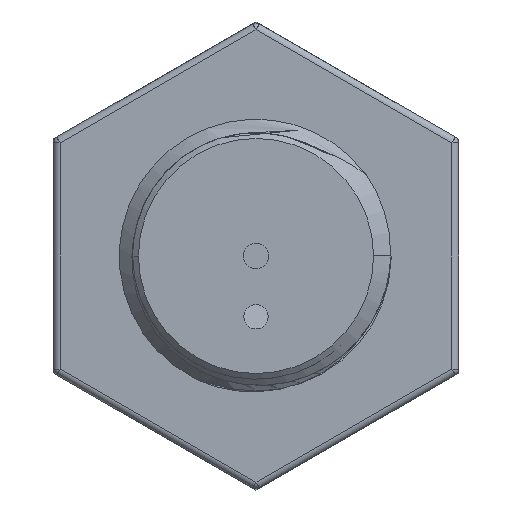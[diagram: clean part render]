
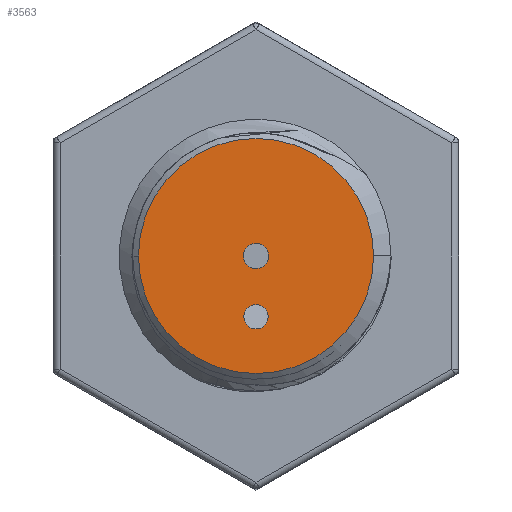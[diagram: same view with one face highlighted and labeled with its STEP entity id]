
A CAD part, front view. The second image highlights one B-rep face of the part: STEP entity #3563.
In plain terms, the highlighted planar face has unit normal (0, -1, 0).
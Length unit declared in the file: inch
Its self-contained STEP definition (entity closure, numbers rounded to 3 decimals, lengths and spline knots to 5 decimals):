
#651 = AXIS2_PLACEMENT_3D ( 'NONE', #10702, #10703, #10704 ) ;
#658 = AXIS2_PLACEMENT_3D ( 'NONE', #10544, #10546, #10547 ) ;
#1026 = AXIS2_PLACEMENT_3D ( 'NONE', #7979, #7980, #7981 ) ;
#1035 = AXIS2_PLACEMENT_3D ( 'NONE', #11630, #11631, #11632 ) ;
#1071 = AXIS2_PLACEMENT_3D ( 'NONE', #7626, #7627, #7628 ) ;
#1112 = AXIS2_PLACEMENT_3D ( 'NONE', #12220, #12221, #12222 ) ;
#2179 = CARTESIAN_POINT ( 'NONE',  ( -0.435, -2.365, 0. ) ) ;
#3529 = CARTESIAN_POINT ( 'NONE',  ( 0.02072, -2.365, 0.04219 ) ) ;
#3563 = ADVANCED_FACE ( 'NONE', ( #14826, #14587, #14777 ), #6156, .T. ) ;
#4255 = AXIS2_PLACEMENT_3D ( 'NONE', #6021, #6150, #6094 ) ;
#4280 = VERTEX_POINT ( 'NONE', #3529 ) ;
#4384 = VERTEX_POINT ( 'NONE', #2179 ) ;
#4571 = VERTEX_POINT ( 'NONE', #10084 ) ;
#4701 = CIRCLE ( 'NONE', #1071, 0.045 ) ;
#5476 = EDGE_CURVE ( 'NONE', #4571, #4280, #13871, .T. ) ;
#6021 = CARTESIAN_POINT ( 'NONE',  ( 0., -2.365, 0. ) ) ;
#6094 = DIRECTION ( 'NONE',  ( -1., 0., 0. ) ) ;
#6150 = DIRECTION ( 'NONE',  ( 0., -1., 0. ) ) ;
#6156 = PLANE ( 'NONE',  #4255 ) ;
#6560 = EDGE_CURVE ( 'NONE', #4280, #4571, #13904, .T. ) ;
#6780 = ORIENTED_EDGE ( 'NONE', *, *, #5476, .F. ) ;
#7222 = EDGE_CURVE ( 'NONE', #9858, #8408, #4701, .T. ) ;
#7279 = EDGE_CURVE ( 'NONE', #9813, #4384, #12743, .T. ) ;
#7307 = EDGE_CURVE ( 'NONE', #4384, #9813, #12764, .T. ) ;
#7402 = EDGE_CURVE ( 'NONE', #8408, #9858, #8390, .T. ) ;
#7626 = CARTESIAN_POINT ( 'NONE',  ( 0., -2.365, -0.225 ) ) ;
#7627 = DIRECTION ( 'NONE',  ( 0., 1., 0. ) ) ;
#7628 = DIRECTION ( 'NONE',  ( 1., 0., 0. ) ) ;
#7979 = CARTESIAN_POINT ( 'NONE',  ( 0., -2.365, 0. ) ) ;
#7980 = DIRECTION ( 'NONE',  ( 0., -1., 0. ) ) ;
#7981 = DIRECTION ( 'NONE',  ( -1., 0., 0. ) ) ;
#8367 = EDGE_LOOP ( 'NONE', ( #13476, #13661 ) ) ;
#8390 = CIRCLE ( 'NONE', #1112, 0.045 ) ;
#8408 = VERTEX_POINT ( 'NONE', #12473 ) ;
#9731 = EDGE_LOOP ( 'NONE', ( #13478, #6780 ) ) ;
#9776 = EDGE_LOOP ( 'NONE', ( #9782, #13650 ) ) ;
#9782 = ORIENTED_EDGE ( 'NONE', *, *, #7402, .T. ) ;
#9813 = VERTEX_POINT ( 'NONE', #12511 ) ;
#9858 = VERTEX_POINT ( 'NONE', #12534 ) ;
#10084 = CARTESIAN_POINT ( 'NONE',  ( -0.02072, -2.365, -0.04219 ) ) ;
#10544 = CARTESIAN_POINT ( 'NONE',  ( 0., -2.365, 0. ) ) ;
#10546 = DIRECTION ( 'NONE',  ( 0., -1., 0. ) ) ;
#10547 = DIRECTION ( 'NONE',  ( 0., 0., -1. ) ) ;
#10702 = CARTESIAN_POINT ( 'NONE',  ( 0., -2.365, 0. ) ) ;
#10703 = DIRECTION ( 'NONE',  ( 0., -1., 0. ) ) ;
#10704 = DIRECTION ( 'NONE',  ( 0., 0., -1. ) ) ;
#11630 = CARTESIAN_POINT ( 'NONE',  ( 0., -2.365, 0. ) ) ;
#11631 = DIRECTION ( 'NONE',  ( 0., -1., 0. ) ) ;
#11632 = DIRECTION ( 'NONE',  ( -1., 0., 0. ) ) ;
#12220 = CARTESIAN_POINT ( 'NONE',  ( 0., -2.365, -0.225 ) ) ;
#12221 = DIRECTION ( 'NONE',  ( 0., 1., 0. ) ) ;
#12222 = DIRECTION ( 'NONE',  ( 1., 0., 0. ) ) ;
#12473 = CARTESIAN_POINT ( 'NONE',  ( 0.045, -2.365, -0.225 ) ) ;
#12511 = CARTESIAN_POINT ( 'NONE',  ( 0.435, -2.365, 0. ) ) ;
#12534 = CARTESIAN_POINT ( 'NONE',  ( -0.045, -2.365, -0.225 ) ) ;
#12743 = CIRCLE ( 'NONE', #1026, 0.435 ) ;
#12764 = CIRCLE ( 'NONE', #1035, 0.435 ) ;
#13476 = ORIENTED_EDGE ( 'NONE', *, *, #7307, .T. ) ;
#13478 = ORIENTED_EDGE ( 'NONE', *, *, #6560, .F. ) ;
#13650 = ORIENTED_EDGE ( 'NONE', *, *, #7222, .T. ) ;
#13661 = ORIENTED_EDGE ( 'NONE', *, *, #7279, .T. ) ;
#13871 = CIRCLE ( 'NONE', #658, 0.047 ) ;
#13904 = CIRCLE ( 'NONE', #651, 0.047 ) ;
#14587 = FACE_BOUND ( 'NONE', #9776, .T. ) ;
#14777 = FACE_BOUND ( 'NONE', #9731, .T. ) ;
#14826 = FACE_OUTER_BOUND ( 'NONE', #8367, .T. ) ;
